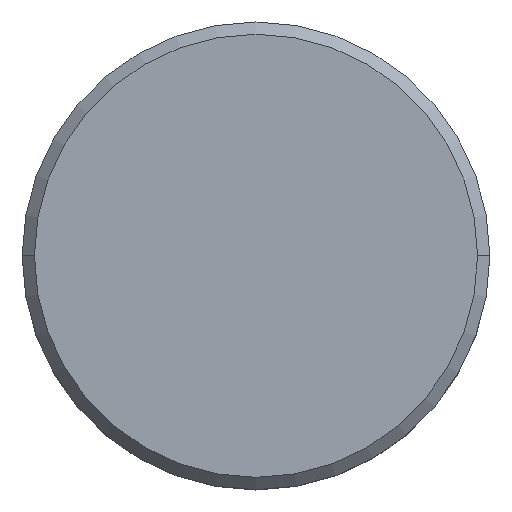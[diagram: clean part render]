
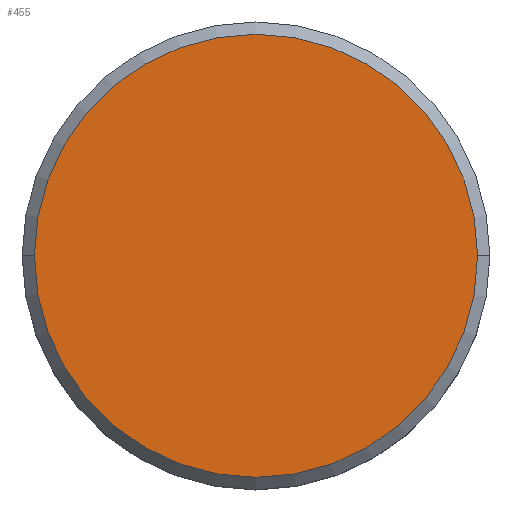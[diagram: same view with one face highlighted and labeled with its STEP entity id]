
A CAD part, top view. The second image highlights one B-rep face of the part: STEP entity #455.
In plain terms, the highlighted planar face has unit normal (0, 0, 1).
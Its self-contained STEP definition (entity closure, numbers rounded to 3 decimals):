
#14 = DIRECTION ( 'NONE',  ( 1., 0., 0. ) ) ;
#29 = AXIS2_PLACEMENT_3D ( 'NONE', #306, #296, #531 ) ;
#45 = VERTEX_POINT ( 'NONE', #387 ) ;
#53 = FACE_OUTER_BOUND ( 'NONE', #215, .T. ) ;
#162 = EDGE_CURVE ( 'NONE', #45, #359, #451, .T. ) ;
#188 = CARTESIAN_POINT ( 'NONE',  ( 0., 0., 0. ) ) ;
#215 = EDGE_LOOP ( 'NONE', ( #356, #538 ) ) ;
#234 = PLANE ( 'NONE',  #597 ) ;
#296 = DIRECTION ( 'NONE',  ( 0., 0., 1. ) ) ;
#306 = CARTESIAN_POINT ( 'NONE',  ( 0., 0., 0. ) ) ;
#327 = CIRCLE ( 'NONE', #397, 9. ) ;
#329 = DIRECTION ( 'NONE',  ( 0., 0., 1. ) ) ;
#334 = CARTESIAN_POINT ( 'NONE',  ( 0., 0., 0. ) ) ;
#356 = ORIENTED_EDGE ( 'NONE', *, *, #472, .T. ) ;
#359 = VERTEX_POINT ( 'NONE', #466 ) ;
#387 = CARTESIAN_POINT ( 'NONE',  ( 9., 0., 0. ) ) ;
#397 = AXIS2_PLACEMENT_3D ( 'NONE', #334, #329, #14 ) ;
#434 = DIRECTION ( 'NONE',  ( 0., 0., 1. ) ) ;
#451 = CIRCLE ( 'NONE', #29, 9. ) ;
#455 = ADVANCED_FACE ( 'NONE', ( #53 ), #234, .T. ) ;
#466 = CARTESIAN_POINT ( 'NONE',  ( -9., 0., 0. ) ) ;
#472 = EDGE_CURVE ( 'NONE', #359, #45, #327, .T. ) ;
#531 = DIRECTION ( 'NONE',  ( 1., 0., 0. ) ) ;
#538 = ORIENTED_EDGE ( 'NONE', *, *, #162, .T. ) ;
#555 = DIRECTION ( 'NONE',  ( 1., 0., 0. ) ) ;
#597 = AXIS2_PLACEMENT_3D ( 'NONE', #188, #434, #555 ) ;
